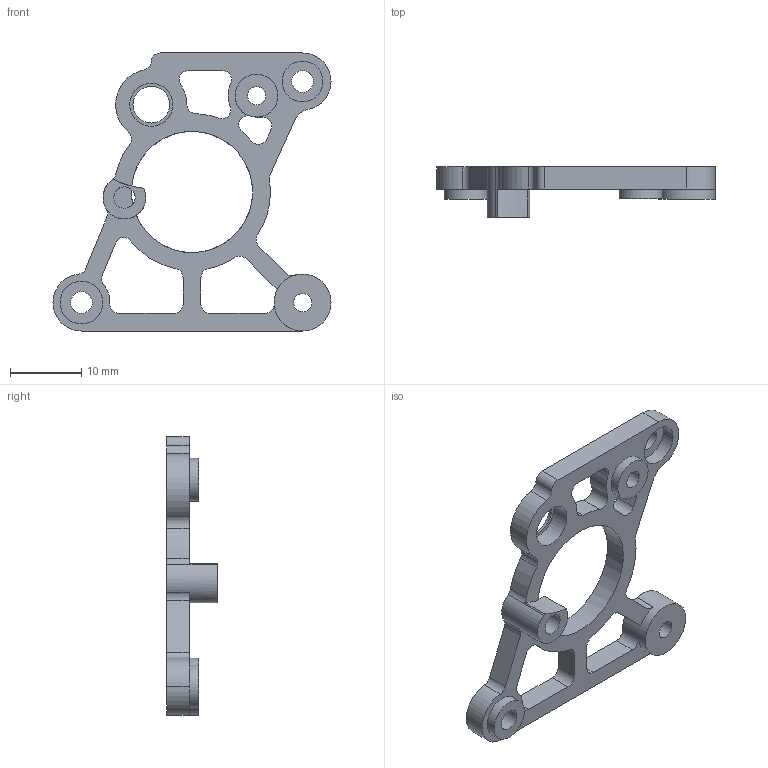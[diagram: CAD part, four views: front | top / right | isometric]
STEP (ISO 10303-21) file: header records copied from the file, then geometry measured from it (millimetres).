
FILE_DESCRIPTION(/* description */ (''),/* implementation_level */ '2;1');
FILE_NAME(/* name */ 'HGX-extruder back.step',/* time_stamp */ '2024-07-16T01:22:42+10:00',/* author */ (''),/* organization */ (''),/* preprocessor_version */ 'ST-DEVELOPER v20',/* originating_system */ 'Autodesk Translation Framework v13.14.0.145',/* authorisation */ '');
FILE_SCHEMA (('AUTOMOTIVE_DESIGN { 1 0 10303 214 3 1 1 }'));
Length unit declared in the file: millimetre
Products named in the file (4): HGX-extruder; hgx 2.0 wc; hgx body; body back
Assembly tree (3 placements, depth 4):
  HGX-extruder
    hgx 2.0 wc
      hgx body
        body back
Bounding box: 39 x 7.1 x 39 mm (x, y, z)
Volume: 1930.4 mm3; surface area: 2561.1 mm2
Topology: 1 solids, 1 shells, 78 faces, 228 edges, 152 vertices
Faces by surface type: cylinder 53, plane 25
Full cylindrical faces by diameter (mm): 2.529 x2, 3 x1, 3.05 x2, 5.15 x1, 5.7 x1, 6 x2, 6.04 x1, 8 x1, 17 x1
Entity records: 2798 total; most frequent: DIRECTION 520, CARTESIAN_POINT 465, ORIENTED_EDGE 456, EDGE_CURVE 228, AXIS2_PLACEMENT_3D 207, VERTEX_POINT 152, CIRCLE 122, LINE 106
